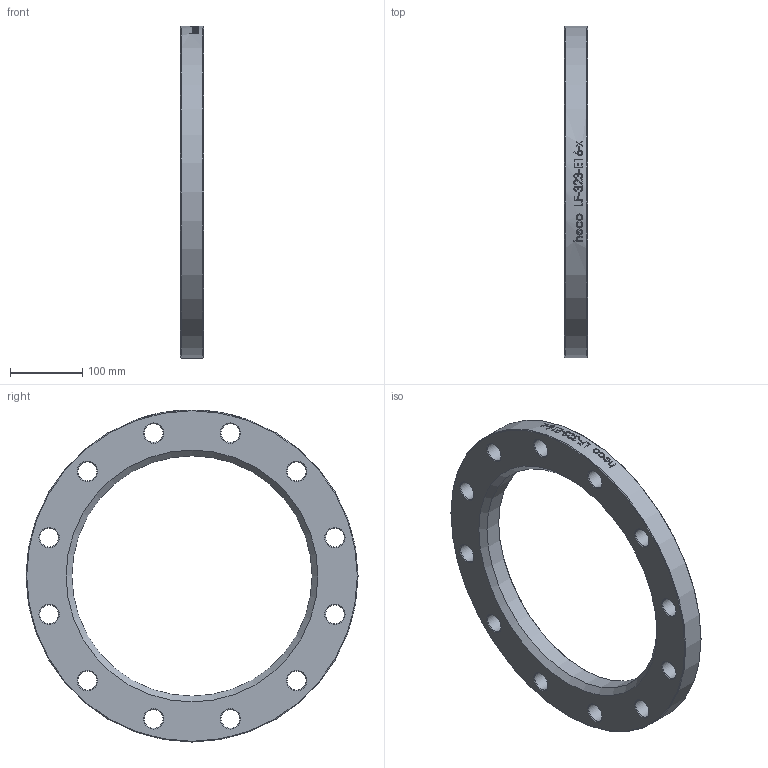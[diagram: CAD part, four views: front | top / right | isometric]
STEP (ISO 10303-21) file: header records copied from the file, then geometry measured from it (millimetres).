
FILE_DESCRIPTION (( 'STEP AP214' ), '1' );
FILE_NAME ('LF-323-E16-x Loser Flansch 2101.STEP', '2021-01-21T10:19:39', ( '' ), ( '' ), 'SwSTEP 2.0', 'SolidWorks 2019', '' );
FILE_SCHEMA (( 'AUTOMOTIVE_DESIGN' ));
Length unit declared in the file: millimetre
Products named in the file (1): LF-323-E16-x Loser Flansch 2101
Bounding box: 32 x 460 x 460 mm (x, y, z)
Volume: 2289489.4 mm3; surface area: 248287.3 mm2
Topology: 1 solids, 1 shells, 63 faces, 279 edges, 236 vertices
Faces by surface type: cylinder 33, cone 28, plane 2
Full cylindrical faces by diameter (mm): 26 x12, 333 x1, 460 x1
Entity records: 6465 total; most frequent: CARTESIAN_POINT 4188, ORIENTED_EDGE 440, DIRECTION 348, EDGE_CURVE 220, VERTEX_POINT 220, AXIS2_PLACEMENT_3D 159, EDGE_LOOP 150, CIRCLE 95
